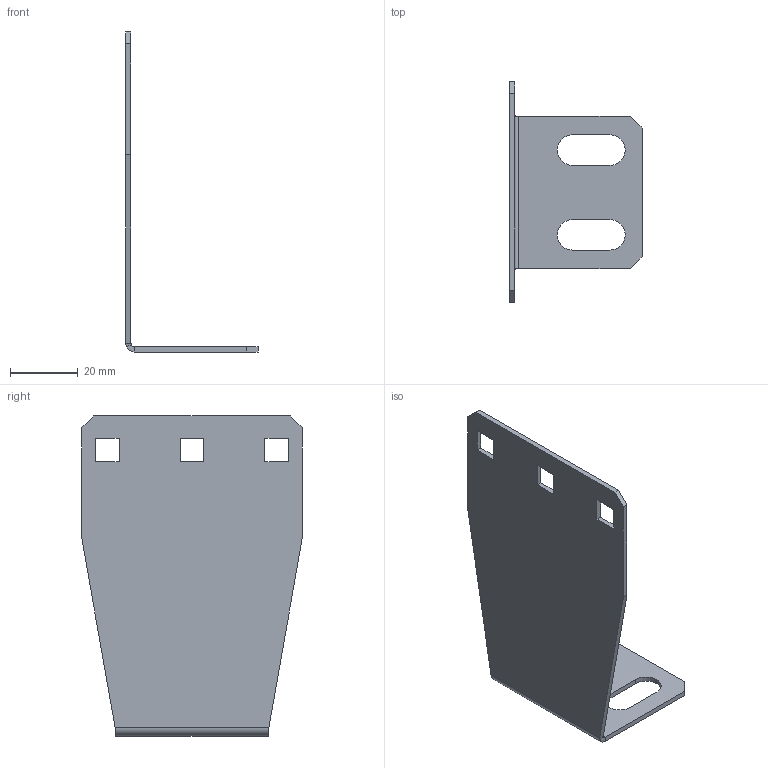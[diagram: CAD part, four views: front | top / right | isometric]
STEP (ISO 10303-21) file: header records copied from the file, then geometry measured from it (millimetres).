
FILE_DESCRIPTION (( 'STEP AP214' ), '1' );
FILE_NAME ('YKV-K-DIN-95 Êðîíøòåéí-95 äëÿ DIN-ðåéêè SMART (êîìï. 2øò.).STEP', '2020-02-19T08:49:43', ( '' ), ( '' ), 'SwSTEP 2.0', 'SolidWorks 2017', '' );
FILE_SCHEMA (( 'AUTOMOTIVE_DESIGN' ));
Length unit declared in the file: millimetre
Products named in the file (1): YKV-K-DIN-95 Êðîíøòåéí-95 äëÿ DIN-ðåéêè SMART (êîìï. 2øò.)
Bounding box: 39 x 65 x 94.4 mm (x, y, z)
Volume: 10043.7 mm3; surface area: 14217.2 mm2
Topology: 1 solids, 1 shells, 44 faces, 118 edges, 76 vertices
Faces by surface type: plane 34, cylinder 8, bspline 2
Entity records: 1454 total; most frequent: CARTESIAN_POINT 305, ORIENTED_EDGE 236, DIRECTION 216, EDGE_CURVE 118, LINE 98, VECTOR 98, VERTEX_POINT 76, AXIS2_PLACEMENT_3D 59
